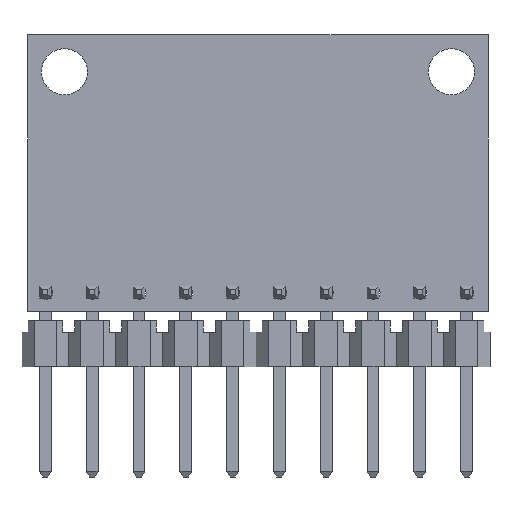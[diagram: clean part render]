
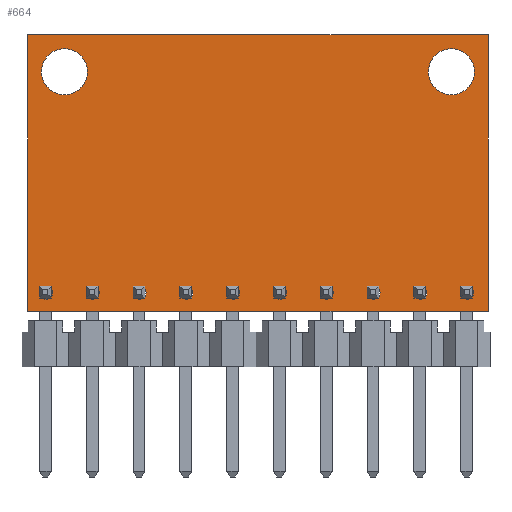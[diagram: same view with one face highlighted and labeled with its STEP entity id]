
A CAD part, front view. The second image highlights one B-rep face of the part: STEP entity #664.
In plain terms, the highlighted planar face has unit normal (0, -1, 0).
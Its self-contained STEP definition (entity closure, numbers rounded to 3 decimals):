
#664=ADVANCED_FACE('',(#1142,#1144,#1146,#1148,#1150,#1152,#1154,#1156,#1158,#1160,
#1162,#1164,#1166),#1168,.F.);
#1142=FACE_BOUND('',#1143,.T.);
#1143=EDGE_LOOP('',(#1500,#1501,#1502,#1503));
#1144=FACE_BOUND('',#1145,.T.);
#1145=EDGE_LOOP('',(#1504));
#1146=FACE_BOUND('',#1147,.T.);
#1147=EDGE_LOOP('',(#1505));
#1148=FACE_BOUND('',#1149,.T.);
#1149=EDGE_LOOP('',(#1506));
#1150=FACE_BOUND('',#1151,.T.);
#1151=EDGE_LOOP('',(#1507));
#1152=FACE_BOUND('',#1153,.T.);
#1153=EDGE_LOOP('',(#1508));
#1154=FACE_BOUND('',#1155,.T.);
#1155=EDGE_LOOP('',(#1509));
#1156=FACE_BOUND('',#1157,.T.);
#1157=EDGE_LOOP('',(#1510));
#1158=FACE_BOUND('',#1159,.T.);
#1159=EDGE_LOOP('',(#1511));
#1160=FACE_BOUND('',#1161,.T.);
#1161=EDGE_LOOP('',(#1512));
#1162=FACE_BOUND('',#1163,.T.);
#1163=EDGE_LOOP('',(#1513));
#1164=FACE_BOUND('',#1165,.T.);
#1165=EDGE_LOOP('',(#1514));
#1166=FACE_BOUND('',#1167,.T.);
#1167=EDGE_LOOP('',(#1515));
#1168=PLANE('',#1169);
#1169=AXIS2_PLACEMENT_3D('',#1170,#1171,#1172);
#1170=CARTESIAN_POINT('',(0.,-1.6,0.));
#1171=DIRECTION('',(0.,1.,0.));
#1172=DIRECTION('',(0.,-0.,1.));
#1500=ORIENTED_EDGE('',*,*,#1734,.F.);
#1501=ORIENTED_EDGE('',*,*,#1738,.F.);
#1502=ORIENTED_EDGE('',*,*,#1741,.F.);
#1503=ORIENTED_EDGE('',*,*,#1743,.F.);
#1504=ORIENTED_EDGE('',*,*,#1709,.T.);
#1505=ORIENTED_EDGE('',*,*,#1711,.T.);
#1506=ORIENTED_EDGE('',*,*,#1713,.T.);
#1507=ORIENTED_EDGE('',*,*,#1715,.T.);
#1508=ORIENTED_EDGE('',*,*,#1717,.T.);
#1509=ORIENTED_EDGE('',*,*,#1719,.T.);
#1510=ORIENTED_EDGE('',*,*,#1721,.T.);
#1511=ORIENTED_EDGE('',*,*,#1723,.T.);
#1512=ORIENTED_EDGE('',*,*,#1725,.T.);
#1513=ORIENTED_EDGE('',*,*,#1727,.T.);
#1514=ORIENTED_EDGE('',*,*,#1729,.T.);
#1515=ORIENTED_EDGE('',*,*,#1731,.T.);
#1709=EDGE_CURVE('',#1834,#1834,#1835,.T.);
#1711=EDGE_CURVE('',#1838,#1838,#1839,.T.);
#1713=EDGE_CURVE('',#1842,#1842,#1843,.T.);
#1715=EDGE_CURVE('',#1846,#1846,#1847,.T.);
#1717=EDGE_CURVE('',#1850,#1850,#1851,.T.);
#1719=EDGE_CURVE('',#1854,#1854,#1855,.T.);
#1721=EDGE_CURVE('',#1858,#1858,#1859,.T.);
#1723=EDGE_CURVE('',#1862,#1862,#1863,.T.);
#1725=EDGE_CURVE('',#1866,#1866,#1867,.T.);
#1727=EDGE_CURVE('',#1870,#1870,#1871,.T.);
#1729=EDGE_CURVE('',#1874,#1874,#1875,.T.);
#1731=EDGE_CURVE('',#1878,#1878,#1879,.T.);
#1734=EDGE_CURVE('',#1883,#1885,#1886,.T.);
#1738=EDGE_CURVE('',#1890,#1883,#1892,.T.);
#1741=EDGE_CURVE('',#1895,#1890,#1897,.T.);
#1743=EDGE_CURVE('',#1885,#1895,#1899,.T.);
#1834=VERTEX_POINT('',#2049);
#1835=CIRCLE('',#2050,1.25);
#1838=VERTEX_POINT('',#2059);
#1839=CIRCLE('',#2060,0.35);
#1842=VERTEX_POINT('',#2069);
#1843=CIRCLE('',#2070,0.35);
#1846=VERTEX_POINT('',#2079);
#1847=CIRCLE('',#2080,0.35);
#1850=VERTEX_POINT('',#2089);
#1851=CIRCLE('',#2090,0.35);
#1854=VERTEX_POINT('',#2099);
#1855=CIRCLE('',#2100,0.35);
#1858=VERTEX_POINT('',#2109);
#1859=CIRCLE('',#2110,0.35);
#1862=VERTEX_POINT('',#2119);
#1863=CIRCLE('',#2120,0.35);
#1866=VERTEX_POINT('',#2129);
#1867=CIRCLE('',#2130,0.35);
#1870=VERTEX_POINT('',#2139);
#1871=CIRCLE('',#2140,0.35);
#1874=VERTEX_POINT('',#2149);
#1875=CIRCLE('',#2150,1.25);
#1878=VERTEX_POINT('',#2159);
#1879=CIRCLE('',#2160,0.35);
#1883=VERTEX_POINT('',#2169);
#1885=VERTEX_POINT('',#2173);
#1886=LINE('',#2174,#2175);
#1890=VERTEX_POINT('',#2184);
#1892=LINE('',#2188,#2189);
#1895=VERTEX_POINT('',#2195);
#1897=LINE('',#2199,#2200);
#1899=LINE('',#2205,#2206);
#2049=CARTESIAN_POINT('',(10.5,-1.6,6.75));
#2050=AXIS2_PLACEMENT_3D('',#2051,#2052,#2053);
#2051=CARTESIAN_POINT('',(10.5,-1.6,5.5));
#2052=DIRECTION('',(0.,1.,0.));
#2053=DIRECTION('',(0.,0.,-1.));
#2059=CARTESIAN_POINT('',(11.36,-1.6,-6.15));
#2060=AXIS2_PLACEMENT_3D('',#2061,#2062,#2063);
#2061=CARTESIAN_POINT('',(11.36,-1.6,-6.5));
#2062=DIRECTION('',(0.,1.,0.));
#2063=DIRECTION('',(0.,0.,-1.));
#2069=CARTESIAN_POINT('',(8.82,-1.6,-6.15));
#2070=AXIS2_PLACEMENT_3D('',#2071,#2072,#2073);
#2071=CARTESIAN_POINT('',(8.82,-1.6,-6.5));
#2072=DIRECTION('',(0.,1.,0.));
#2073=DIRECTION('',(0.,0.,-1.));
#2079=CARTESIAN_POINT('',(6.28,-1.6,-6.15));
#2080=AXIS2_PLACEMENT_3D('',#2081,#2082,#2083);
#2081=CARTESIAN_POINT('',(6.28,-1.6,-6.5));
#2082=DIRECTION('',(0.,1.,0.));
#2083=DIRECTION('',(0.,0.,-1.));
#2089=CARTESIAN_POINT('',(3.74,-1.6,-6.15));
#2090=AXIS2_PLACEMENT_3D('',#2091,#2092,#2093);
#2091=CARTESIAN_POINT('',(3.74,-1.6,-6.5));
#2092=DIRECTION('',(0.,1.,0.));
#2093=DIRECTION('',(0.,0.,-1.));
#2099=CARTESIAN_POINT('',(1.2,-1.6,-6.15));
#2100=AXIS2_PLACEMENT_3D('',#2101,#2102,#2103);
#2101=CARTESIAN_POINT('',(1.2,-1.6,-6.5));
#2102=DIRECTION('',(0.,1.,0.));
#2103=DIRECTION('',(0.,0.,-1.));
#2109=CARTESIAN_POINT('',(-1.34,-1.6,-6.15));
#2110=AXIS2_PLACEMENT_3D('',#2111,#2112,#2113);
#2111=CARTESIAN_POINT('',(-1.34,-1.6,-6.5));
#2112=DIRECTION('',(0.,1.,0.));
#2113=DIRECTION('',(0.,0.,-1.));
#2119=CARTESIAN_POINT('',(-3.88,-1.6,-6.15));
#2120=AXIS2_PLACEMENT_3D('',#2121,#2122,#2123);
#2121=CARTESIAN_POINT('',(-3.88,-1.6,-6.5));
#2122=DIRECTION('',(0.,1.,0.));
#2123=DIRECTION('',(0.,0.,-1.));
#2129=CARTESIAN_POINT('',(-6.42,-1.6,-6.15));
#2130=AXIS2_PLACEMENT_3D('',#2131,#2132,#2133);
#2131=CARTESIAN_POINT('',(-6.42,-1.6,-6.5));
#2132=DIRECTION('',(0.,1.,0.));
#2133=DIRECTION('',(0.,0.,-1.));
#2139=CARTESIAN_POINT('',(-8.96,-1.6,-6.15));
#2140=AXIS2_PLACEMENT_3D('',#2141,#2142,#2143);
#2141=CARTESIAN_POINT('',(-8.96,-1.6,-6.5));
#2142=DIRECTION('',(0.,1.,0.));
#2143=DIRECTION('',(0.,0.,-1.));
#2149=CARTESIAN_POINT('',(-10.5,-1.6,6.75));
#2150=AXIS2_PLACEMENT_3D('',#2151,#2152,#2153);
#2151=CARTESIAN_POINT('',(-10.5,-1.6,5.5));
#2152=DIRECTION('',(0.,1.,0.));
#2153=DIRECTION('',(0.,0.,-1.));
#2159=CARTESIAN_POINT('',(-11.5,-1.6,-6.15));
#2160=AXIS2_PLACEMENT_3D('',#2161,#2162,#2163);
#2161=CARTESIAN_POINT('',(-11.5,-1.6,-6.5));
#2162=DIRECTION('',(0.,1.,0.));
#2163=DIRECTION('',(0.,0.,-1.));
#2169=CARTESIAN_POINT('',(-12.5,-1.6,-7.5));
#2173=CARTESIAN_POINT('',(-12.5,-1.6,7.5));
#2174=CARTESIAN_POINT('',(-12.5,-1.6,-7.5));
#2175=VECTOR('',#2176,1.);
#2176=DIRECTION('',(0.,0.,1.));
#2184=CARTESIAN_POINT('',(12.5,-1.6,-7.5));
#2188=CARTESIAN_POINT('',(12.5,-1.6,-7.5));
#2189=VECTOR('',#2190,1.);
#2190=DIRECTION('',(-1.,0.,0.));
#2195=CARTESIAN_POINT('',(12.5,-1.6,7.5));
#2199=CARTESIAN_POINT('',(12.5,-1.6,7.5));
#2200=VECTOR('',#2201,1.);
#2201=DIRECTION('',(0.,0.,-1.));
#2205=CARTESIAN_POINT('',(-12.5,-1.6,7.5));
#2206=VECTOR('',#2207,1.);
#2207=DIRECTION('',(1.,0.,0.));
